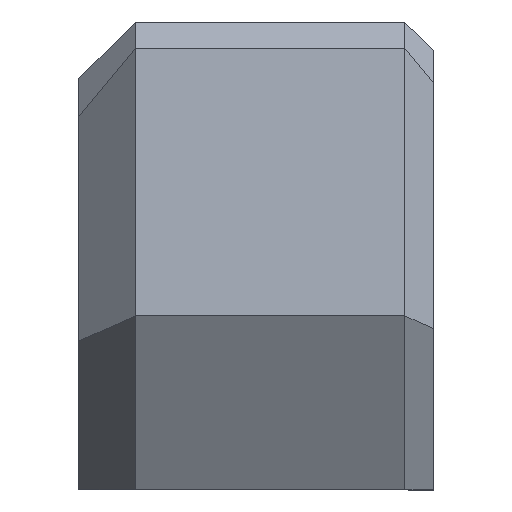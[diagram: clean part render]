
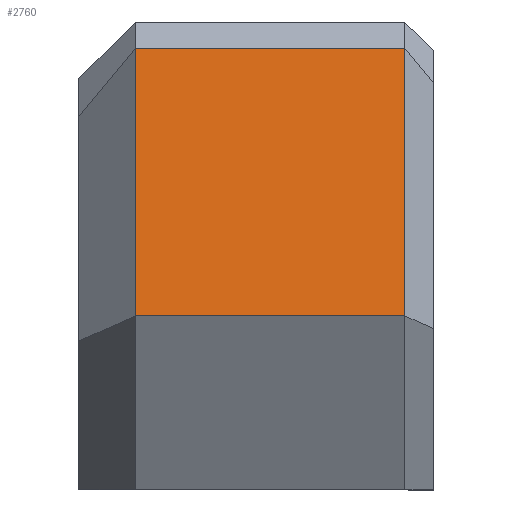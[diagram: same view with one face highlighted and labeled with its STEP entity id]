
A CAD part, left-side view. The second image highlights one B-rep face of the part: STEP entity #2760.
In plain terms, the highlighted planar face has unit normal (-0.423, 0, 0.906).
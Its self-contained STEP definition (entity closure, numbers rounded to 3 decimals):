
#156 = PLANE('',#157);
#157 = AXIS2_PLACEMENT_3D('',#158,#159,#160);
#158 = CARTESIAN_POINT('',(-170.,-25.,0.));
#159 = DIRECTION('',(-0.866,0.,-0.5));
#160 = DIRECTION('',(0.5,0.,-0.866));
#562 = PLANE('',#563);
#563 = AXIS2_PLACEMENT_3D('',#564,#565,#566);
#564 = CARTESIAN_POINT('',(-183.331,-23.,22.742));
#565 = DIRECTION('',(0.299,0.707,-0.641));
#566 = DIRECTION('',(-0.906,0.,-0.423
    ));
#907 = PLANE('',#908);
#908 = AXIS2_PLACEMENT_3D('',#909,#910,#911);
#909 = CARTESIAN_POINT('',(-182.486,21.,20.929));
#910 = DIRECTION('',(-0.299,0.707,0.641));
#911 = DIRECTION('',(-0.906,0.,-0.423
    ));
#1234 = VERTEX_POINT('',#1235);
#1235 = CARTESIAN_POINT('',(-184.177,-21.,24.555));
#1282 = VERTEX_POINT('',#1283);
#1283 = CARTESIAN_POINT('',(-184.177,17.,24.555));
#1331 = EDGE_CURVE('',#1234,#1282,#1332,.T.);
#1332 = SURFACE_CURVE('',#1333,(#1337,#1344),.PCURVE_S1.);
#1333 = LINE('',#1334,#1335);
#1334 = CARTESIAN_POINT('',(-184.177,-25.,24.555));
#1335 = VECTOR('',#1336,1.);
#1336 = DIRECTION('',(0.,1.,0.));
#1337 = PCURVE('',#156,#1338);
#1338 = DEFINITIONAL_REPRESENTATION('',(#1339),#1343);
#1339 = LINE('',#1340,#1341);
#1340 = CARTESIAN_POINT('',(-28.353,0.));
#1341 = VECTOR('',#1342,1.);
#1342 = DIRECTION('',(0.,-1.));
#1343 = ( GEOMETRIC_REPRESENTATION_CONTEXT(2) 
PARAMETRIC_REPRESENTATION_CONTEXT() REPRESENTATION_CONTEXT('2D SPACE',''
  ) );
#1344 = PCURVE('',#1345,#1350);
#1345 = PLANE('',#1346);
#1346 = AXIS2_PLACEMENT_3D('',#1347,#1348,#1349);
#1347 = CARTESIAN_POINT('',(-184.177,-25.,24.555));
#1348 = DIRECTION('',(-0.423,0.,
    0.906));
#1349 = DIRECTION('',(-0.906,0.,
    -0.423));
#1350 = DEFINITIONAL_REPRESENTATION('',(#1351),#1355);
#1351 = LINE('',#1352,#1353);
#1352 = CARTESIAN_POINT('',(0.,0.));
#1353 = VECTOR('',#1354,1.);
#1354 = DIRECTION('',(0.,-1.));
#1355 = ( GEOMETRIC_REPRESENTATION_CONTEXT(2) 
PARAMETRIC_REPRESENTATION_CONTEXT() REPRESENTATION_CONTEXT('2D SPACE',''
  ) );
#1564 = VERTEX_POINT('',#1565);
#1565 = CARTESIAN_POINT('',(-103.278,-21.,62.278));
#1586 = EDGE_CURVE('',#1234,#1564,#1587,.T.);
#1587 = SURFACE_CURVE('',#1588,(#1592,#1599),.PCURVE_S1.);
#1588 = LINE('',#1589,#1590);
#1589 = CARTESIAN_POINT('',(-184.177,-21.,24.555));
#1590 = VECTOR('',#1591,1.);
#1591 = DIRECTION('',(0.906,0.,0.423
    ));
#1592 = PCURVE('',#562,#1593);
#1593 = DEFINITIONAL_REPRESENTATION('',(#1594),#1598);
#1594 = LINE('',#1595,#1596);
#1595 = CARTESIAN_POINT('',(0.,2.828));
#1596 = VECTOR('',#1597,1.);
#1597 = DIRECTION('',(-1.,0.));
#1598 = ( GEOMETRIC_REPRESENTATION_CONTEXT(2) 
PARAMETRIC_REPRESENTATION_CONTEXT() REPRESENTATION_CONTEXT('2D SPACE',''
  ) );
#1599 = PCURVE('',#1345,#1600);
#1600 = DEFINITIONAL_REPRESENTATION('',(#1601),#1605);
#1601 = LINE('',#1602,#1603);
#1602 = CARTESIAN_POINT('',(0.,-4.));
#1603 = VECTOR('',#1604,1.);
#1604 = DIRECTION('',(-1.,0.));
#1605 = ( GEOMETRIC_REPRESENTATION_CONTEXT(2) 
PARAMETRIC_REPRESENTATION_CONTEXT() REPRESENTATION_CONTEXT('2D SPACE',''
  ) );
#1698 = PLANE('',#1699);
#1699 = AXIS2_PLACEMENT_3D('',#1700,#1701,#1702);
#1700 = CARTESIAN_POINT('',(-103.278,-25.,62.278));
#1701 = DIRECTION('',(0.707,0.,0.707
    ));
#1702 = DIRECTION('',(-0.707,0.,
    0.707));
#2069 = VERTEX_POINT('',#2070);
#2070 = CARTESIAN_POINT('',(-103.278,17.,62.278));
#2091 = EDGE_CURVE('',#1282,#2069,#2092,.T.);
#2092 = SURFACE_CURVE('',#2093,(#2097,#2104),.PCURVE_S1.);
#2093 = LINE('',#2094,#2095);
#2094 = CARTESIAN_POINT('',(-184.177,17.,24.555));
#2095 = VECTOR('',#2096,1.);
#2096 = DIRECTION('',(0.906,0.,0.423
    ));
#2097 = PCURVE('',#907,#2098);
#2098 = DEFINITIONAL_REPRESENTATION('',(#2099),#2103);
#2099 = LINE('',#2100,#2101);
#2100 = CARTESIAN_POINT('',(0.,5.657));
#2101 = VECTOR('',#2102,1.);
#2102 = DIRECTION('',(-1.,0.));
#2103 = ( GEOMETRIC_REPRESENTATION_CONTEXT(2) 
PARAMETRIC_REPRESENTATION_CONTEXT() REPRESENTATION_CONTEXT('2D SPACE',''
  ) );
#2104 = PCURVE('',#1345,#2105);
#2105 = DEFINITIONAL_REPRESENTATION('',(#2106),#2110);
#2106 = LINE('',#2107,#2108);
#2107 = CARTESIAN_POINT('',(0.,-42.));
#2108 = VECTOR('',#2109,1.);
#2109 = DIRECTION('',(-1.,0.));
#2110 = ( GEOMETRIC_REPRESENTATION_CONTEXT(2) 
PARAMETRIC_REPRESENTATION_CONTEXT() REPRESENTATION_CONTEXT('2D SPACE',''
  ) );
#2760 = ADVANCED_FACE('',(#2761),#1345,.T.);
#2761 = FACE_BOUND('',#2762,.F.);
#2762 = EDGE_LOOP('',(#2763,#2764,#2765,#2786));
#2763 = ORIENTED_EDGE('',*,*,#1331,.T.);
#2764 = ORIENTED_EDGE('',*,*,#2091,.T.);
#2765 = ORIENTED_EDGE('',*,*,#2766,.F.);
#2766 = EDGE_CURVE('',#1564,#2069,#2767,.T.);
#2767 = SURFACE_CURVE('',#2768,(#2772,#2779),.PCURVE_S1.);
#2768 = LINE('',#2769,#2770);
#2769 = CARTESIAN_POINT('',(-103.278,-25.,62.278));
#2770 = VECTOR('',#2771,1.);
#2771 = DIRECTION('',(0.,1.,0.));
#2772 = PCURVE('',#1345,#2773);
#2773 = DEFINITIONAL_REPRESENTATION('',(#2774),#2778);
#2774 = LINE('',#2775,#2776);
#2775 = CARTESIAN_POINT('',(-89.262,0.));
#2776 = VECTOR('',#2777,1.);
#2777 = DIRECTION('',(0.,-1.));
#2778 = ( GEOMETRIC_REPRESENTATION_CONTEXT(2) 
PARAMETRIC_REPRESENTATION_CONTEXT() REPRESENTATION_CONTEXT('2D SPACE',''
  ) );
#2779 = PCURVE('',#1698,#2780);
#2780 = DEFINITIONAL_REPRESENTATION('',(#2781),#2785);
#2781 = LINE('',#2782,#2783);
#2782 = CARTESIAN_POINT('',(0.,0.));
#2783 = VECTOR('',#2784,1.);
#2784 = DIRECTION('',(0.,-1.));
#2785 = ( GEOMETRIC_REPRESENTATION_CONTEXT(2) 
PARAMETRIC_REPRESENTATION_CONTEXT() REPRESENTATION_CONTEXT('2D SPACE',''
  ) );
#2786 = ORIENTED_EDGE('',*,*,#1586,.F.);
